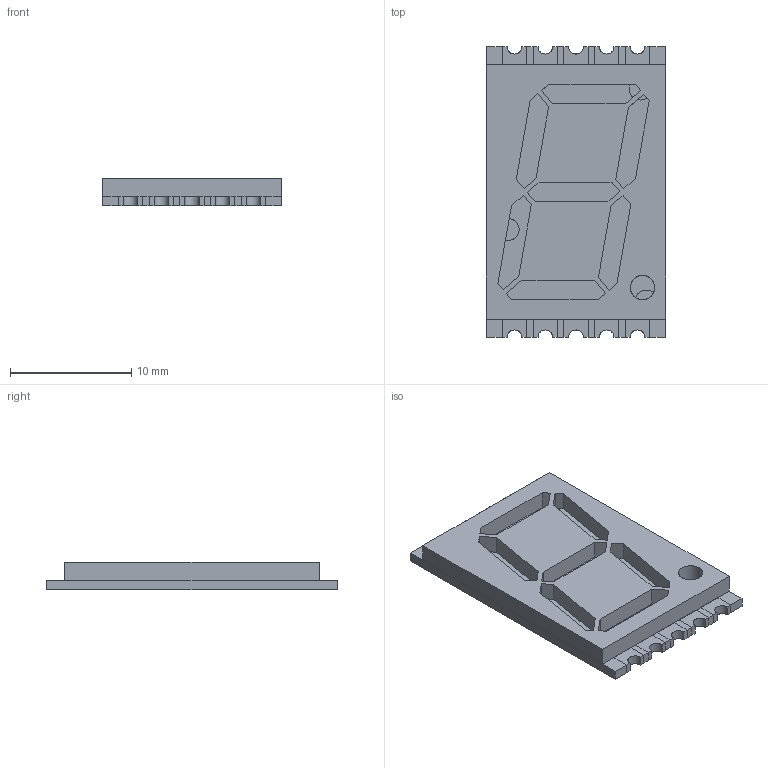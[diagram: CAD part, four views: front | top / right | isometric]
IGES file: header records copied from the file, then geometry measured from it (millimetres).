
Start section: SolidWorks IGES file using analytic representation for surfaces
Global section: file name: DSM7UA70105.IGS; native system: SolidWorks 2018; preprocessor: SolidWorks 2018; author: asanchez; date: 191226.114945; units: inch
Bounding box: 14.8 x 24 x 2.3 mm (x, y, z)
Surface area: 1637.3 mm2 (no closed solid volume)
Topology: 0 solids, 0 shells, 200 faces, 1688 edges, 1688 vertices
Faces by surface type: bspline 172, revolution 28
